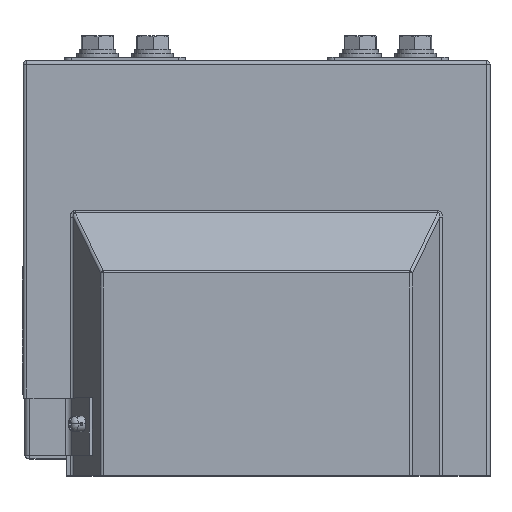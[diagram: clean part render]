
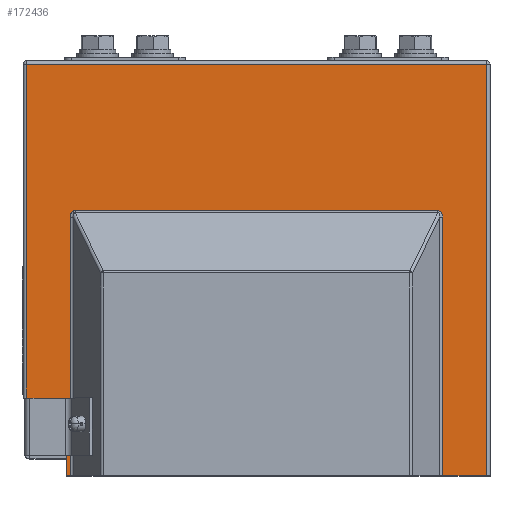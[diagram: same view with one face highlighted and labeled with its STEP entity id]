
A CAD part, top view. The second image highlights one B-rep face of the part: STEP entity #172436.
In plain terms, the highlighted planar face has unit normal (0, 0, 1).
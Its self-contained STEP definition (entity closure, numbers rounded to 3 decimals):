
#169 = ORIENTED_EDGE ( 'NONE', *, *, #35975, .T. ) ;
#4454 = FACE_OUTER_BOUND ( 'NONE', #9174, .T. ) ;
#4712 = ORIENTED_EDGE ( 'NONE', *, *, #190783, .T. ) ;
#4781 = CARTESIAN_POINT ( 'NONE',  ( 133., 0., 60. ) ) ;
#5575 = ORIENTED_EDGE ( 'NONE', *, *, #148077, .F. ) ;
#6425 = VERTEX_POINT ( 'NONE', #63365 ) ;
#9174 = EDGE_LOOP ( 'NONE', ( #156796, #42197, #42989, #169, #131368, #25396, #68860, #143681, #143440, #4712, #5575, #83045, #190456 ) ) ;
#9490 = EDGE_CURVE ( 'NONE', #31974, #119736, #23474, .T. ) ;
#13458 = DIRECTION ( 'NONE',  ( 0., -1., 0. ) ) ;
#13561 = DIRECTION ( 'NONE',  ( 0., 1., 0. ) ) ;
#15027 = CARTESIAN_POINT ( 'NONE',  ( 107.655, 0., 60. ) ) ;
#15679 =( BOUNDED_CURVE ( )  B_SPLINE_CURVE ( 3, ( #105984, #180047, #165756, #76675 ),
 .UNSPECIFIED., .F., .F. ) 
 B_SPLINE_CURVE_WITH_KNOTS ( ( 4, 4 ),
 ( 2.248, 3.426 ),
 .UNSPECIFIED. ) 
 CURVE ( )  GEOMETRIC_REPRESENTATION_ITEM ( )  RATIONAL_B_SPLINE_CURVE ( ( 1., 0.888, 0.888, 1. ) ) 
 REPRESENTATION_ITEM ( '' )  );
#16783 = CARTESIAN_POINT ( 'NONE',  ( -105.93, 153.039, 60. ) ) ;
#16952 = CARTESIAN_POINT ( 'NONE',  ( -104.805, 153.289, 60. ) ) ;
#17634 = CARTESIAN_POINT ( 'NONE',  ( -105.588, 153.205, 60. ) ) ;
#18736 = VERTEX_POINT ( 'NONE', #72402 ) ;
#20327 = CARTESIAN_POINT ( 'NONE',  ( -105.21, 153.289, 60. ) ) ;
#23474 =( BOUNDED_CURVE ( )  B_SPLINE_CURVE ( 3, ( #16952, #20327, #17634, #16783 ),
 .UNSPECIFIED., .F., .F. ) 
 B_SPLINE_CURVE_WITH_KNOTS ( ( 4, 4 ),
 ( 5.999, 6.283 ),
 .UNSPECIFIED. ) 
 CURVE ( )  GEOMETRIC_REPRESENTATION_ITEM ( )  RATIONAL_B_SPLINE_CURVE ( ( 1., 0.993, 0.993, 1. ) ) 
 REPRESENTATION_ITEM ( '' )  );
#24959 = LINE ( 'NONE', #123343, #99511 ) ;
#25396 = ORIENTED_EDGE ( 'NONE', *, *, #127984, .T. ) ;
#26304 = LINE ( 'NONE', #133129, #105550 ) ;
#28188 = VECTOR ( 'NONE', #151824, 1000. ) ;
#31288 = VECTOR ( 'NONE', #132896, 1000. ) ;
#31541 =( BOUNDED_CURVE ( )  B_SPLINE_CURVE ( 3, ( #91814, #106177, #121772, #32608 ),
 .UNSPECIFIED., .F., .F. ) 
 B_SPLINE_CURVE_WITH_KNOTS ( ( 4, 4 ),
 ( 0., 0.894 ),
 .UNSPECIFIED. ) 
 CURVE ( )  GEOMETRIC_REPRESENTATION_ITEM ( )  RATIONAL_B_SPLINE_CURVE ( ( 1., 0.935, 0.935, 1. ) ) 
 REPRESENTATION_ITEM ( '' )  );
#31974 = VERTEX_POINT ( 'NONE', #32710 ) ;
#32608 = CARTESIAN_POINT ( 'NONE',  ( -107.655, 149.449, 60. ) ) ;
#32710 = CARTESIAN_POINT ( 'NONE',  ( -104.805, 153.289, 60. ) ) ;
#33083 = VECTOR ( 'NONE', #142185, 1000. ) ;
#33200 = CARTESIAN_POINT ( 'NONE',  ( -135., 240., 60. ) ) ;
#35975 = EDGE_CURVE ( 'NONE', #184779, #155377, #131406, .T. ) ;
#39357 = CARTESIAN_POINT ( 'NONE',  ( 106.5, 153.289, 60. ) ) ;
#40253 = DIRECTION ( 'NONE',  ( 0., -1., 0. ) ) ;
#42197 = ORIENTED_EDGE ( 'NONE', *, *, #74178, .T. ) ;
#42989 = ORIENTED_EDGE ( 'NONE', *, *, #111304, .T. ) ;
#47111 = EDGE_CURVE ( 'NONE', #31974, #18736, #72668, .T. ) ;
#47368 = EDGE_CURVE ( 'NONE', #155377, #159358, #181813, .T. ) ;
#48153 = DIRECTION ( 'NONE',  ( 0., 0., -1. ) ) ;
#49305 = CARTESIAN_POINT ( 'NONE',  ( -110., 0., 60. ) ) ;
#51517 = VECTOR ( 'NONE', #40253, 1000. ) ;
#58204 = EDGE_CURVE ( 'NONE', #176608, #164239, #24959, .T. ) ;
#60077 = VERTEX_POINT ( 'NONE', #124233 ) ;
#62667 = CARTESIAN_POINT ( 'NONE',  ( -135., 238., 60. ) ) ;
#62899 = DIRECTION ( 'NONE',  ( 1., 0., 0. ) ) ;
#63365 = CARTESIAN_POINT ( 'NONE',  ( -107.655, 149.449, 60. ) ) ;
#65544 = LINE ( 'NONE', #144359, #51517 ) ;
#68860 = ORIENTED_EDGE ( 'NONE', *, *, #58204, .T. ) ;
#72402 = CARTESIAN_POINT ( 'NONE',  ( 104.805, 153.289, 60. ) ) ;
#72668 = LINE ( 'NONE', #39357, #33083 ) ;
#74178 = EDGE_CURVE ( 'NONE', #60077, #115595, #138104, .T. ) ;
#76675 = CARTESIAN_POINT ( 'NONE',  ( 104.805, 153.289, 60. ) ) ;
#76817 = PLANE ( 'NONE',  #116808 ) ;
#83045 = ORIENTED_EDGE ( 'NONE', *, *, #9490, .F. ) ;
#89570 = EDGE_CURVE ( 'NONE', #60077, #18736, #15679, .T. ) ;
#91814 = CARTESIAN_POINT ( 'NONE',  ( -105.93, 153.039, 60. ) ) ;
#91823 = VECTOR ( 'NONE', #162368, 1000. ) ;
#98706 = LINE ( 'NONE', #102753, #177786 ) ;
#98739 = VECTOR ( 'NONE', #62899, 1000. ) ;
#99511 = VECTOR ( 'NONE', #166188, 1000. ) ;
#102663 = CARTESIAN_POINT ( 'NONE',  ( 107.655, 0., 60. ) ) ;
#102753 = CARTESIAN_POINT ( 'NONE',  ( -107.655, 152.561, 60. ) ) ;
#103182 = CARTESIAN_POINT ( 'NONE',  ( 133., 238., 60. ) ) ;
#105550 = VECTOR ( 'NONE', #118216, 1000. ) ;
#105984 = CARTESIAN_POINT ( 'NONE',  ( 107.655, 149.449, 60. ) ) ;
#106177 = CARTESIAN_POINT ( 'NONE',  ( -107.039, 152.502, 60. ) ) ;
#110653 = CARTESIAN_POINT ( 'NONE',  ( -133., 238., 60. ) ) ;
#111304 = EDGE_CURVE ( 'NONE', #115595, #184779, #150058, .T. ) ;
#112245 = CARTESIAN_POINT ( 'NONE',  ( -105.93, 153.039, 60. ) ) ;
#115595 = VERTEX_POINT ( 'NONE', #15027 ) ;
#116808 = AXIS2_PLACEMENT_3D ( 'NONE', #33200, #48153, #152260 ) ;
#118216 = DIRECTION ( 'NONE',  ( 0., -1., 0. ) ) ;
#119736 = VERTEX_POINT ( 'NONE', #112245 ) ;
#120770 = EDGE_CURVE ( 'NONE', #164239, #191005, #26304, .T. ) ;
#121772 = CARTESIAN_POINT ( 'NONE',  ( -107.655, 151.221, 60. ) ) ;
#123343 = CARTESIAN_POINT ( 'NONE',  ( -135., 45., 60. ) ) ;
#124233 = CARTESIAN_POINT ( 'NONE',  ( 107.655, 149.449, 60. ) ) ;
#127984 = EDGE_CURVE ( 'NONE', #159358, #176608, #65544, .T. ) ;
#131368 = ORIENTED_EDGE ( 'NONE', *, *, #47368, .T. ) ;
#131406 = LINE ( 'NONE', #147456, #91823 ) ;
#132896 = DIRECTION ( 'NONE',  ( 1., 0., 0. ) ) ;
#133129 = CARTESIAN_POINT ( 'NONE',  ( -110., 240., 60. ) ) ;
#134848 = CARTESIAN_POINT ( 'NONE',  ( -107.655, 0., 60. ) ) ;
#137053 = CARTESIAN_POINT ( 'NONE',  ( -110., 45., 60. ) ) ;
#137945 = CARTESIAN_POINT ( 'NONE',  ( -133., 45., 60. ) ) ;
#138104 = LINE ( 'NONE', #102663, #177570 ) ;
#138362 = LINE ( 'NONE', #180560, #98739 ) ;
#142185 = DIRECTION ( 'NONE',  ( 1., 0., 0. ) ) ;
#143440 = ORIENTED_EDGE ( 'NONE', *, *, #191299, .T. ) ;
#143681 = ORIENTED_EDGE ( 'NONE', *, *, #120770, .T. ) ;
#144359 = CARTESIAN_POINT ( 'NONE',  ( -133., 240., 60. ) ) ;
#147456 = CARTESIAN_POINT ( 'NONE',  ( 133., 240., 60. ) ) ;
#147844 = CARTESIAN_POINT ( 'NONE',  ( 106.5, 0., 60. ) ) ;
#148077 = EDGE_CURVE ( 'NONE', #119736, #6425, #31541, .T. ) ;
#150058 = LINE ( 'NONE', #147844, #31288 ) ;
#151824 = DIRECTION ( 'NONE',  ( -1., 0., 0. ) ) ;
#152260 = DIRECTION ( 'NONE',  ( -1., 0., 0. ) ) ;
#155377 = VERTEX_POINT ( 'NONE', #103182 ) ;
#156796 = ORIENTED_EDGE ( 'NONE', *, *, #89570, .F. ) ;
#159358 = VERTEX_POINT ( 'NONE', #110653 ) ;
#162368 = DIRECTION ( 'NONE',  ( 0., 1., 0. ) ) ;
#164239 = VERTEX_POINT ( 'NONE', #137053 ) ;
#165756 = CARTESIAN_POINT ( 'NONE',  ( 106.585, 153.289, 60. ) ) ;
#166188 = DIRECTION ( 'NONE',  ( 1., 0., 0. ) ) ;
#172436 = ADVANCED_FACE ( 'NONE', ( #4454 ), #76817, .F. ) ;
#176608 = VERTEX_POINT ( 'NONE', #137945 ) ;
#177570 = VECTOR ( 'NONE', #13458, 1000. ) ;
#177786 = VECTOR ( 'NONE', #13561, 1000. ) ;
#180047 = CARTESIAN_POINT ( 'NONE',  ( 107.655, 151.847, 60. ) ) ;
#180560 = CARTESIAN_POINT ( 'NONE',  ( -135., 0., 60. ) ) ;
#181813 = LINE ( 'NONE', #62667, #28188 ) ;
#183012 = VERTEX_POINT ( 'NONE', #134848 ) ;
#184779 = VERTEX_POINT ( 'NONE', #4781 ) ;
#190456 = ORIENTED_EDGE ( 'NONE', *, *, #47111, .T. ) ;
#190783 = EDGE_CURVE ( 'NONE', #183012, #6425, #98706, .T. ) ;
#191005 = VERTEX_POINT ( 'NONE', #49305 ) ;
#191299 = EDGE_CURVE ( 'NONE', #191005, #183012, #138362, .T. ) ;
